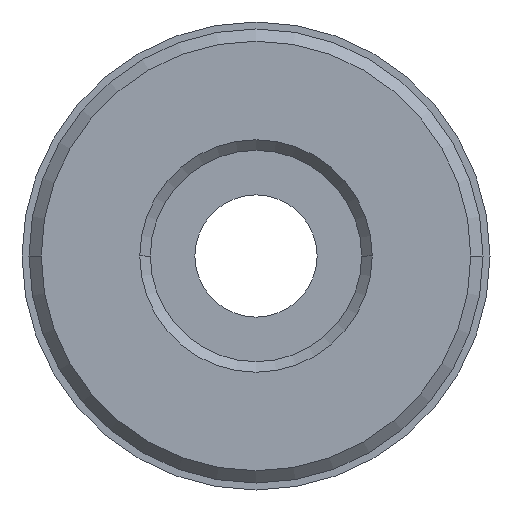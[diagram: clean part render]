
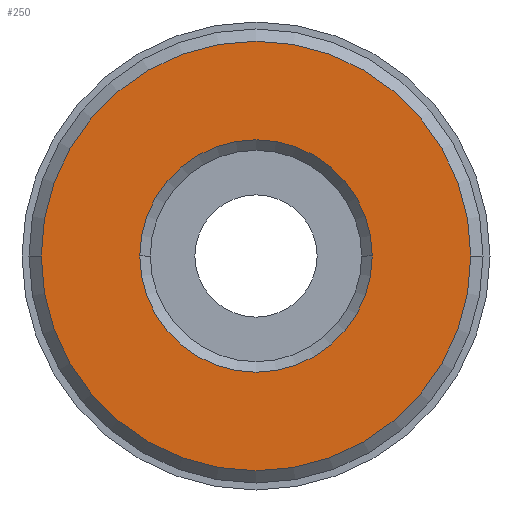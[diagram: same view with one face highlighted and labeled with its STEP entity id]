
A CAD part, front view. The second image highlights one B-rep face of the part: STEP entity #250.
In plain terms, the highlighted planar face has unit normal (0, -1, 0).
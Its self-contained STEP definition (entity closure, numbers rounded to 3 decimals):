
#250=ADVANCED_FACE('',(#509,#510),#511,.T.);
#509=FACE_BOUND('',#760,.T.);
#510=FACE_OUTER_BOUND('',#761,.T.);
#511=PLANE('',#762);
#760=EDGE_LOOP('',(#1379,#1380));
#761=EDGE_LOOP('',(#1381,#1382));
#762=AXIS2_PLACEMENT_3D('',#1383,#1384,#1385);
#1379=ORIENTED_EDGE('',*,*,#1497,.T.);
#1380=ORIENTED_EDGE('',*,*,#1495,.T.);
#1381=ORIENTED_EDGE('',*,*,#1437,.F.);
#1382=ORIENTED_EDGE('',*,*,#1582,.F.);
#1383=CARTESIAN_POINT('',(6.15,0.0,0.0));
#1384=DIRECTION('',(-0.0,-1.0,-0.0));
#1385=DIRECTION('',(-1.0,0.0,0.0));
#1437=EDGE_CURVE('',#1709,#1711,#1712,.T.);
#1495=EDGE_CURVE('',#1809,#1811,#1813,.T.);
#1497=EDGE_CURVE('',#1811,#1809,#1815,.T.);
#1582=EDGE_CURVE('',#1711,#1709,#1916,.T.);
#1709=VERTEX_POINT('',#2063);
#1711=VERTEX_POINT('',#2066);
#1712=CIRCLE('',#2067,12.3);
#1809=VERTEX_POINT('',#2225);
#1811=VERTEX_POINT('',#2228);
#1813=CIRCLE('',#2231,6.655);
#1815=CIRCLE('',#2233,6.655);
#1916=CIRCLE('',#2560,12.3);
#2063=CARTESIAN_POINT('',(12.3,0.0,0.0));
#2066=CARTESIAN_POINT('',(-12.3,0.0,0.));
#2067=AXIS2_PLACEMENT_3D('',#2677,#2678,#2679);
#2225=CARTESIAN_POINT('',(6.655,0.0,0.));
#2228=CARTESIAN_POINT('',(-6.655,0.0,0.));
#2231=AXIS2_PLACEMENT_3D('',#2765,#2766,#2767);
#2233=AXIS2_PLACEMENT_3D('',#2768,#2769,#2770);
#2560=AXIS2_PLACEMENT_3D('',#2855,#2856,#2857);
#2677=CARTESIAN_POINT('',(0.0,0.0,0.0));
#2678=DIRECTION('',(-0.0,1.0,0.0));
#2679=DIRECTION('',(1.0,0.0,0.0));
#2765=CARTESIAN_POINT('',(0.0,0.0,0.0));
#2766=DIRECTION('',(-0.0,1.0,0.0));
#2767=DIRECTION('',(1.0,0.0,0.0));
#2768=CARTESIAN_POINT('',(0.0,0.0,0.0));
#2769=DIRECTION('',(-0.0,1.0,0.0));
#2770=DIRECTION('',(1.0,0.0,0.0));
#2855=CARTESIAN_POINT('',(0.0,0.0,0.0));
#2856=DIRECTION('',(-0.0,1.0,0.0));
#2857=DIRECTION('',(1.0,0.0,0.0));
